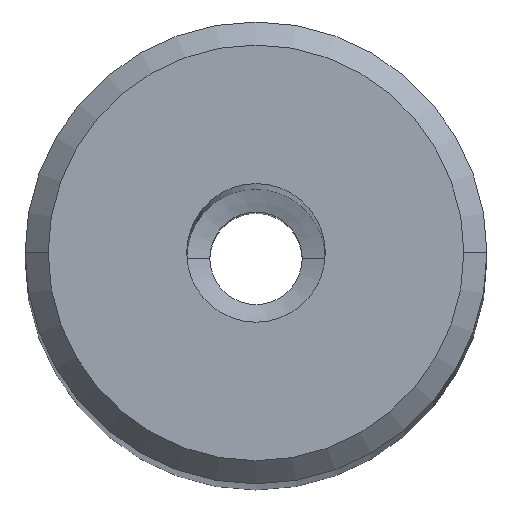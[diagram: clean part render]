
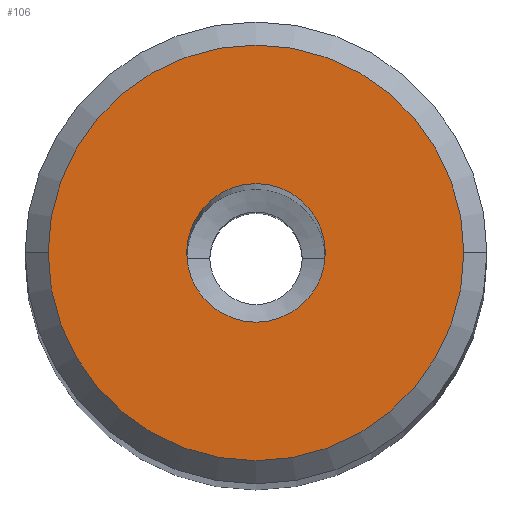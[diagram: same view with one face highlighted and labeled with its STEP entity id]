
A CAD part, top view. The second image highlights one B-rep face of the part: STEP entity #106.
In plain terms, the highlighted planar face has unit normal (0, 0, 1).
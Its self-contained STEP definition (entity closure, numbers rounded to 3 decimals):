
#106=ADVANCED_FACE('NONE',(#282,#283),#284,.F.);
#116=EDGE_CURVE('NONE',#186,#202,#295,.T.);
#168=VERTEX_POINT('NONE',#353);
#186=VERTEX_POINT('NONE',#374);
#188=EDGE_CURVE('NONE',#168,#236,#376,.T.);
#202=VERTEX_POINT('NONE',#393);
#216=EDGE_CURVE('NONE',#236,#168,#410,.T.);
#236=VERTEX_POINT('NONE',#433);
#244=EDGE_CURVE('NONE',#202,#186,#441,.T.);
#282=FACE_OUTER_BOUND('',#471,.T.);
#283=FACE_BOUND('',#472,.T.);
#284=PLANE('',#473);
#295=CIRCLE('',#488,4.5);
#353=CARTESIAN_POINT('',(-1.5,0.,77.0));
#374=CARTESIAN_POINT('',(-4.5,0.0,77.0));
#376=CIRCLE('',#590,1.5);
#393=CARTESIAN_POINT('',(4.5,0.,77.0));
#410=CIRCLE('',#634,1.5);
#433=CARTESIAN_POINT('',(1.5,0.0,77.0));
#441=CIRCLE('',#676,4.5);
#471=EDGE_LOOP('',(#707,#708));
#472=EDGE_LOOP('',(#709,#710));
#473=AXIS2_PLACEMENT_3D('',#711,#712,#713);
#488=AXIS2_PLACEMENT_3D('',#726,#727,#728);
#590=AXIS2_PLACEMENT_3D('',#825,#826,#827);
#634=AXIS2_PLACEMENT_3D('',#872,#873,#874);
#676=AXIS2_PLACEMENT_3D('',#919,#920,#921);
#707=ORIENTED_EDGE('',*,*,#116,.T.);
#708=ORIENTED_EDGE('',*,*,#244,.T.);
#709=ORIENTED_EDGE('',*,*,#216,.F.);
#710=ORIENTED_EDGE('',*,*,#188,.F.);
#711=CARTESIAN_POINT('',(0.0,5.,77.0));
#712=DIRECTION('',(0.0,0.0,-1.0));
#713=DIRECTION('',(0.0,1.0,0.0));
#726=CARTESIAN_POINT('',(0.0,0.0,77.0));
#727=DIRECTION('',(0.0,0.0,1.0));
#728=DIRECTION('',(-1.0,0.0,0.0));
#825=CARTESIAN_POINT('',(0.0,0.0,77.0));
#826=DIRECTION('',(0.0,0.0,1.0));
#827=DIRECTION('',(1.0,0.0,0.0));
#872=CARTESIAN_POINT('',(0.0,0.0,77.0));
#873=DIRECTION('',(0.0,0.0,1.0));
#874=DIRECTION('',(1.0,0.0,0.0));
#919=CARTESIAN_POINT('',(0.0,0.0,77.0));
#920=DIRECTION('',(0.0,0.0,1.0));
#921=DIRECTION('',(-1.0,0.0,0.0));
